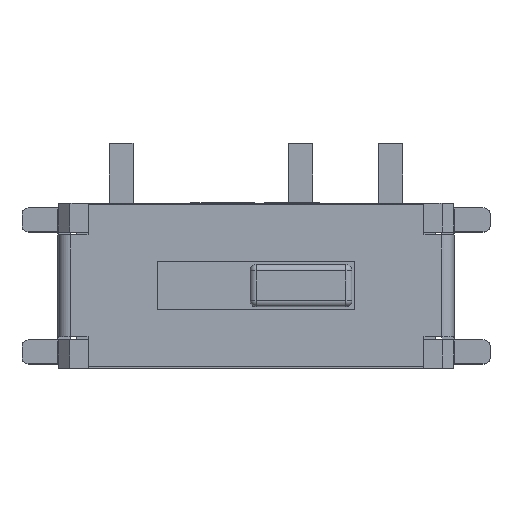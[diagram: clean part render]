
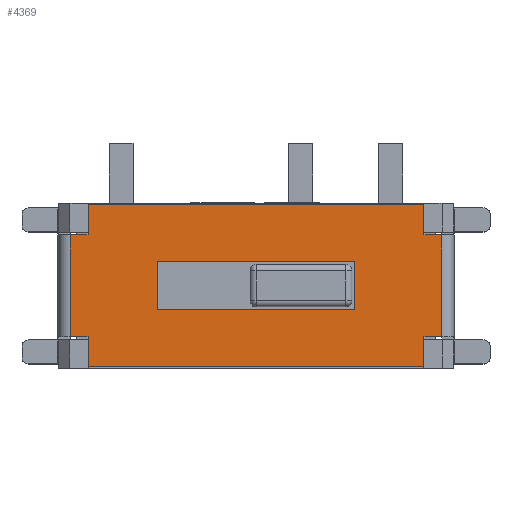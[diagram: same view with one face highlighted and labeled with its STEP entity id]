
A CAD part, top view. The second image highlights one B-rep face of the part: STEP entity #4369.
In plain terms, the highlighted planar face has unit normal (0, 0, 1).
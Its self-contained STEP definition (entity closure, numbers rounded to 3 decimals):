
#37 = CARTESIAN_POINT ( 'NONE',  ( -2.8, 2.075, 0. ) ) ;
#55 = LINE ( 'NONE', #3556, #11741 ) ;
#154 = CARTESIAN_POINT ( 'NONE',  ( 1.65, 0.625, 0. ) ) ;
#183 = VECTOR ( 'NONE', #16106, 1000. ) ;
#294 = ORIENTED_EDGE ( 'NONE', *, *, #7414, .T. ) ;
#764 = DIRECTION ( 'NONE',  ( 1., 0., 0. ) ) ;
#1071 = VECTOR ( 'NONE', #764, 1000. ) ;
#1106 = CARTESIAN_POINT ( 'NONE',  ( 2.8, 1.075, 0. ) ) ;
#1167 = VECTOR ( 'NONE', #11331, 1000. ) ;
#1187 = VECTOR ( 'NONE', #3591, 1000. ) ;
#1241 = CARTESIAN_POINT ( 'NONE',  ( 1.65, -0.175, 0. ) ) ;
#1292 = ORIENTED_EDGE ( 'NONE', *, *, #14217, .T. ) ;
#1359 = CARTESIAN_POINT ( 'NONE',  ( -2.8, -1.125, 0. ) ) ;
#1546 = DIRECTION ( 'NONE',  ( -1., 0., 0. ) ) ;
#1558 = CARTESIAN_POINT ( 'NONE',  ( -1.65, 0.625, 0. ) ) ;
#1870 = CARTESIAN_POINT ( 'NONE',  ( 3.099, -0.625, 0. ) ) ;
#2126 = ORIENTED_EDGE ( 'NONE', *, *, #12017, .F. ) ;
#2184 = VERTEX_POINT ( 'NONE', #10597 ) ;
#2296 = VECTOR ( 'NONE', #8554, 1000. ) ;
#2323 = VERTEX_POINT ( 'NONE', #4106 ) ;
#2359 = LINE ( 'NONE', #7387, #2296 ) ;
#2981 = VERTEX_POINT ( 'NONE', #12861 ) ;
#3088 = DIRECTION ( 'NONE',  ( 0., 1., 0. ) ) ;
#3507 = EDGE_CURVE ( 'NONE', #5292, #2323, #11773, .T. ) ;
#3550 = CARTESIAN_POINT ( 'NONE',  ( 3.099, 1.075, 0. ) ) ;
#3556 = CARTESIAN_POINT ( 'NONE',  ( 3.8, 1.075, 0. ) ) ;
#3591 = DIRECTION ( 'NONE',  ( 0., -1., 0. ) ) ;
#3719 = DIRECTION ( 'NONE',  ( 0., -1., 0. ) ) ;
#3848 = ORIENTED_EDGE ( 'NONE', *, *, #8305, .T. ) ;
#3919 = LINE ( 'NONE', #16705, #9427 ) ;
#3996 = ORIENTED_EDGE ( 'NONE', *, *, #10254, .F. ) ;
#4048 = VECTOR ( 'NONE', #17469, 1000. ) ;
#4106 = CARTESIAN_POINT ( 'NONE',  ( -2.8, 1.075, 0. ) ) ;
#4161 = LINE ( 'NONE', #1558, #9879 ) ;
#4267 = EDGE_CURVE ( 'NONE', #4635, #7265, #55, .T. ) ;
#4369 = ADVANCED_FACE ( 'NONE', ( #6340, #6076 ), #14469, .T. ) ;
#4432 = CARTESIAN_POINT ( 'NONE',  ( -1.65, 0.625, 0. ) ) ;
#4527 = LINE ( 'NONE', #16096, #4048 ) ;
#4565 = EDGE_CURVE ( 'NONE', #5564, #13156, #13066, .T. ) ;
#4635 = VERTEX_POINT ( 'NONE', #3550 ) ;
#4735 = VERTEX_POINT ( 'NONE', #9855 ) ;
#4765 = EDGE_CURVE ( 'NONE', #11330, #8525, #2359, .T. ) ;
#5095 = EDGE_CURVE ( 'NONE', #2323, #8525, #9217, .T. ) ;
#5292 = VERTEX_POINT ( 'NONE', #15423 ) ;
#5496 = CARTESIAN_POINT ( 'NONE',  ( -3.099, -0.625, 0. ) ) ;
#5564 = VERTEX_POINT ( 'NONE', #1359 ) ;
#5791 = DIRECTION ( 'NONE',  ( -1., 0., 0. ) ) ;
#5819 = VECTOR ( 'NONE', #15167, 1000. ) ;
#5893 = ORIENTED_EDGE ( 'NONE', *, *, #15301, .F. ) ;
#5965 = CARTESIAN_POINT ( 'NONE',  ( 3.8, -0.625, 0. ) ) ;
#6076 = FACE_OUTER_BOUND ( 'NONE', #11317, .T. ) ;
#6181 = EDGE_LOOP ( 'NONE', ( #13166, #2126, #14495, #3996 ) ) ;
#6340 = FACE_BOUND ( 'NONE', #6181, .T. ) ;
#6949 = LINE ( 'NONE', #17356, #1187 ) ;
#7042 = DIRECTION ( 'NONE',  ( 0., 1., 0. ) ) ;
#7120 = DIRECTION ( 'NONE',  ( 1., 0., 0. ) ) ;
#7234 = AXIS2_PLACEMENT_3D ( 'NONE', #14340, #17210, #7120 ) ;
#7265 = VERTEX_POINT ( 'NONE', #1106 ) ;
#7279 = CARTESIAN_POINT ( 'NONE',  ( 1.65, 0.625, 0. ) ) ;
#7387 = CARTESIAN_POINT ( 'NONE',  ( -3.3, 1.575, 0. ) ) ;
#7414 = EDGE_CURVE ( 'NONE', #2981, #2184, #13591, .T. ) ;
#8029 = CARTESIAN_POINT ( 'NONE',  ( 2.8, -1.125, 0. ) ) ;
#8060 = LINE ( 'NONE', #14156, #14532 ) ;
#8061 = EDGE_CURVE ( 'NONE', #13706, #4735, #4161, .T. ) ;
#8066 = DIRECTION ( 'NONE',  ( 0., 1., 0. ) ) ;
#8091 = CARTESIAN_POINT ( 'NONE',  ( -2.8, -0.625, 0. ) ) ;
#8137 = ORIENTED_EDGE ( 'NONE', *, *, #5095, .F. ) ;
#8305 = EDGE_CURVE ( 'NONE', #7265, #11330, #11059, .T. ) ;
#8525 = VERTEX_POINT ( 'NONE', #10664 ) ;
#8554 = DIRECTION ( 'NONE',  ( -1., 0., 0. ) ) ;
#8735 = VERTEX_POINT ( 'NONE', #154 ) ;
#8926 = CARTESIAN_POINT ( 'NONE',  ( 0., 1.075, 0. ) ) ;
#9021 = VERTEX_POINT ( 'NONE', #5496 ) ;
#9124 = CARTESIAN_POINT ( 'NONE',  ( -3.3, -1.125, 0. ) ) ;
#9217 = LINE ( 'NONE', #37, #15211 ) ;
#9364 = LINE ( 'NONE', #10999, #9821 ) ;
#9427 = VECTOR ( 'NONE', #1546, 1000. ) ;
#9715 = DIRECTION ( 'NONE',  ( 0., 1., 0. ) ) ;
#9750 = ORIENTED_EDGE ( 'NONE', *, *, #4267, .T. ) ;
#9799 = LINE ( 'NONE', #4432, #15426 ) ;
#9821 = VECTOR ( 'NONE', #8066, 1000. ) ;
#9855 = CARTESIAN_POINT ( 'NONE',  ( -1.65, -0.175, 0. ) ) ;
#9879 = VECTOR ( 'NONE', #3719, 1000. ) ;
#10065 = DIRECTION ( 'NONE',  ( -1., 0., 0. ) ) ;
#10254 = EDGE_CURVE ( 'NONE', #8735, #13706, #9799, .T. ) ;
#10563 = CARTESIAN_POINT ( 'NONE',  ( -1.65, 0.625, 0. ) ) ;
#10597 = CARTESIAN_POINT ( 'NONE',  ( 3.099, -0.625, 0. ) ) ;
#10664 = CARTESIAN_POINT ( 'NONE',  ( -2.8, 1.575, 0. ) ) ;
#10800 = LINE ( 'NONE', #1870, #10856 ) ;
#10856 = VECTOR ( 'NONE', #7042, 1000. ) ;
#10999 = CARTESIAN_POINT ( 'NONE',  ( 2.8, -1.625, 0. ) ) ;
#11049 = EDGE_CURVE ( 'NONE', #5292, #9021, #6949, .T. ) ;
#11059 = LINE ( 'NONE', #16629, #17374 ) ;
#11317 = EDGE_LOOP ( 'NONE', ( #294, #1292, #9750, #3848, #17529, #8137, #17865, #13044, #5893, #13502, #17615, #14278 ) ) ;
#11330 = VERTEX_POINT ( 'NONE', #14116 ) ;
#11331 = DIRECTION ( 'NONE',  ( 1., 0., 0. ) ) ;
#11725 = DIRECTION ( 'NONE',  ( 0., 1., 0. ) ) ;
#11741 = VECTOR ( 'NONE', #10065, 1000. ) ;
#11773 = LINE ( 'NONE', #8926, #183 ) ;
#11838 = EDGE_CURVE ( 'NONE', #13156, #2981, #9364, .T. ) ;
#11870 = LINE ( 'NONE', #7279, #5819 ) ;
#12017 = EDGE_CURVE ( 'NONE', #4735, #13567, #4527, .T. ) ;
#12861 = CARTESIAN_POINT ( 'NONE',  ( 2.8, -0.625, 0. ) ) ;
#13044 = ORIENTED_EDGE ( 'NONE', *, *, #11049, .T. ) ;
#13066 = LINE ( 'NONE', #9124, #1071 ) ;
#13156 = VERTEX_POINT ( 'NONE', #8029 ) ;
#13166 = ORIENTED_EDGE ( 'NONE', *, *, #16642, .F. ) ;
#13502 = ORIENTED_EDGE ( 'NONE', *, *, #15139, .F. ) ;
#13567 = VERTEX_POINT ( 'NONE', #1241 ) ;
#13591 = LINE ( 'NONE', #5965, #1167 ) ;
#13706 = VERTEX_POINT ( 'NONE', #10563 ) ;
#14116 = CARTESIAN_POINT ( 'NONE',  ( 2.8, 1.575, 0. ) ) ;
#14156 = CARTESIAN_POINT ( 'NONE',  ( -2.8, 0.225, 0. ) ) ;
#14217 = EDGE_CURVE ( 'NONE', #2184, #4635, #10800, .T. ) ;
#14278 = ORIENTED_EDGE ( 'NONE', *, *, #11838, .T. ) ;
#14340 = CARTESIAN_POINT ( 'NONE',  ( 0., 0.225, 0. ) ) ;
#14469 = PLANE ( 'NONE',  #7234 ) ;
#14495 = ORIENTED_EDGE ( 'NONE', *, *, #8061, .F. ) ;
#14532 = VECTOR ( 'NONE', #11725, 1000. ) ;
#15041 = VERTEX_POINT ( 'NONE', #8091 ) ;
#15139 = EDGE_CURVE ( 'NONE', #5564, #15041, #8060, .T. ) ;
#15167 = DIRECTION ( 'NONE',  ( 0., 1., 0. ) ) ;
#15211 = VECTOR ( 'NONE', #9715, 1000. ) ;
#15301 = EDGE_CURVE ( 'NONE', #15041, #9021, #3919, .T. ) ;
#15423 = CARTESIAN_POINT ( 'NONE',  ( -3.099, 1.075, 0. ) ) ;
#15426 = VECTOR ( 'NONE', #5791, 1000. ) ;
#16096 = CARTESIAN_POINT ( 'NONE',  ( -1.65, -0.175, 0. ) ) ;
#16106 = DIRECTION ( 'NONE',  ( 1., 0., 0. ) ) ;
#16629 = CARTESIAN_POINT ( 'NONE',  ( 2.8, 2.075, 0. ) ) ;
#16642 = EDGE_CURVE ( 'NONE', #13567, #8735, #11870, .T. ) ;
#16705 = CARTESIAN_POINT ( 'NONE',  ( -3.8, -0.625, 0. ) ) ;
#17210 = DIRECTION ( 'NONE',  ( 0., 0., 1. ) ) ;
#17356 = CARTESIAN_POINT ( 'NONE',  ( -3.099, 1.075, 0. ) ) ;
#17374 = VECTOR ( 'NONE', #3088, 1000. ) ;
#17469 = DIRECTION ( 'NONE',  ( 1., 0., 0. ) ) ;
#17529 = ORIENTED_EDGE ( 'NONE', *, *, #4765, .T. ) ;
#17615 = ORIENTED_EDGE ( 'NONE', *, *, #4565, .T. ) ;
#17865 = ORIENTED_EDGE ( 'NONE', *, *, #3507, .F. ) ;
